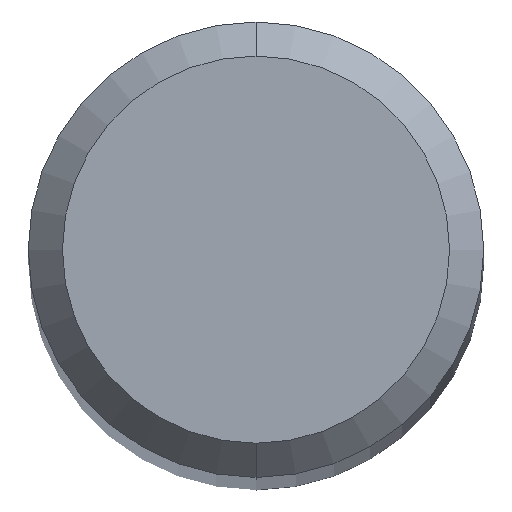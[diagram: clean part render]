
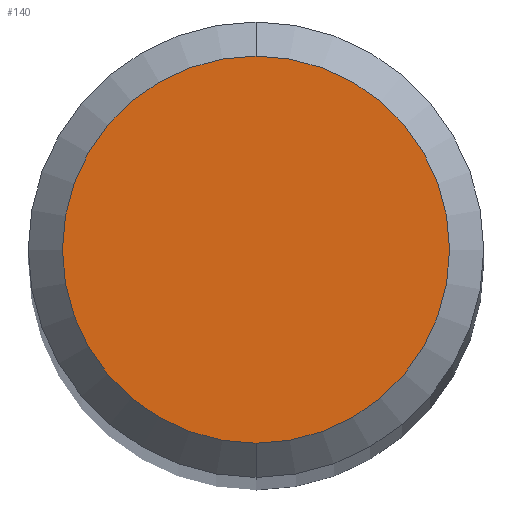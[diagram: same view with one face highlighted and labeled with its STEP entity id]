
A CAD part, top view. The second image highlights one B-rep face of the part: STEP entity #140.
In plain terms, the highlighted planar face has unit normal (0, 0, 1).
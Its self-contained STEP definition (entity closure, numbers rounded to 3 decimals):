
#98=EDGE_CURVE('',#182,#116,#236,.T.);
#116=VERTEX_POINT('',#256);
#140=ADVANCED_FACE('',(#285),#286,.T.);
#182=VERTEX_POINT('',#333);
#184=EDGE_CURVE('',#116,#182,#335,.T.);
#236=CIRCLE('',#385,1.7);
#256=CARTESIAN_POINT('',(0.0,1.7,0.0));
#285=FACE_OUTER_BOUND('',#443,.T.);
#286=PLANE('',#444);
#333=CARTESIAN_POINT('',(0.,-1.7,0.0));
#335=CIRCLE('',#503,1.7);
#385=AXIS2_PLACEMENT_3D('',#554,#555,#556);
#443=EDGE_LOOP('',(#620,#621));
#444=AXIS2_PLACEMENT_3D('',#622,#623,#624);
#503=AXIS2_PLACEMENT_3D('',#672,#673,#674);
#554=CARTESIAN_POINT('',(0.0,0.0,0.0));
#555=DIRECTION('',(0.0,0.0,-1.0));
#556=DIRECTION('',(0.0,1.0,0.0));
#620=ORIENTED_EDGE('',*,*,#184,.F.);
#621=ORIENTED_EDGE('',*,*,#98,.F.);
#622=CARTESIAN_POINT('',(0.0,0.85,0.0));
#623=DIRECTION('',(-0.0,0.0,1.0));
#624=DIRECTION('',(0.0,-1.0,0.0));
#672=CARTESIAN_POINT('',(0.0,0.0,0.0));
#673=DIRECTION('',(0.0,0.0,-1.0));
#674=DIRECTION('',(0.0,1.0,0.0));
